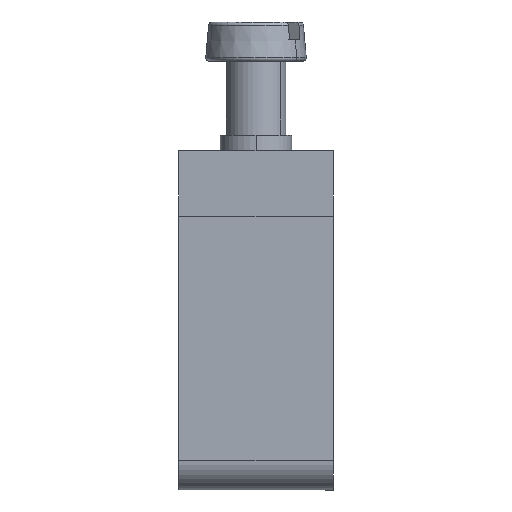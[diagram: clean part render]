
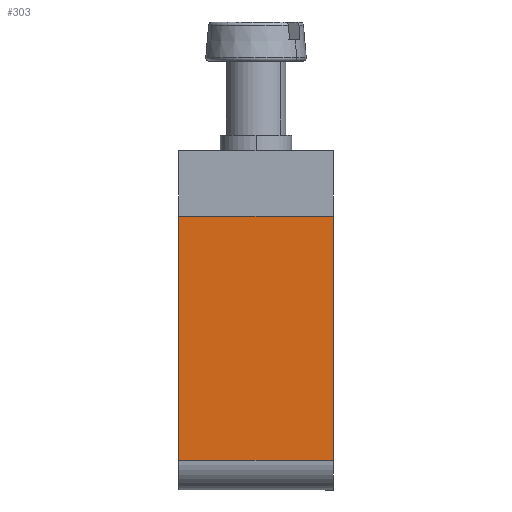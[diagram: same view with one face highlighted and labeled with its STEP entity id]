
A CAD part, left-side view. The second image highlights one B-rep face of the part: STEP entity #303.
In plain terms, the highlighted planar face has unit normal (-1, 0, 0).
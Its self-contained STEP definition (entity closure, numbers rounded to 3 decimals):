
#29 = CARTESIAN_POINT ( 'NONE',  ( -27.89, -0.44, 7.091 ) ) ;
#94 = VERTEX_POINT ( 'NONE', #1317 ) ;
#153 = VECTOR ( 'NONE', #1131, 1000. ) ;
#303 = ADVANCED_FACE ( 'NONE', ( #695 ), #1432, .T. ) ;
#446 = LINE ( 'NONE', #1587, #1926 ) ;
#459 = ORIENTED_EDGE ( 'NONE', *, *, #2556, .T. ) ;
#537 = ORIENTED_EDGE ( 'NONE', *, *, #2459, .T. ) ;
#548 = VERTEX_POINT ( 'NONE', #2298 ) ;
#695 = FACE_OUTER_BOUND ( 'NONE', #1956, .T. ) ;
#905 = LINE ( 'NONE', #2413, #153 ) ;
#960 = DIRECTION ( 'NONE',  ( 0., 0., -1. ) ) ;
#968 = CARTESIAN_POINT ( 'NONE',  ( -27.89, -0.44, 12.591 ) ) ;
#1048 = DIRECTION ( 'NONE',  ( 0., -1., 0. ) ) ;
#1053 = CARTESIAN_POINT ( 'NONE',  ( -27.89, -0.44, -13.409 ) ) ;
#1131 = DIRECTION ( 'NONE',  ( 0., -1., 0. ) ) ;
#1317 = CARTESIAN_POINT ( 'NONE',  ( -27.89, 12.56, -13.409 ) ) ;
#1432 = PLANE ( 'NONE',  #2457 ) ;
#1488 = ORIENTED_EDGE ( 'NONE', *, *, #1763, .F. ) ;
#1526 = CARTESIAN_POINT ( 'NONE',  ( -27.89, -0.44, 12.591 ) ) ;
#1570 = EDGE_CURVE ( 'NONE', #2027, #2226, #2500, .T. ) ;
#1587 = CARTESIAN_POINT ( 'NONE',  ( -27.89, 12.56, -15.909 ) ) ;
#1597 = DIRECTION ( 'NONE',  ( 0., 0., -1. ) ) ;
#1750 = DIRECTION ( 'NONE',  ( -1., 0., 0. ) ) ;
#1763 = EDGE_CURVE ( 'NONE', #548, #2027, #905, .T. ) ;
#1813 = CARTESIAN_POINT ( 'NONE',  ( -27.89, -0.44, -13.409 ) ) ;
#1926 = VECTOR ( 'NONE', #1597, 1000. ) ;
#1956 = EDGE_LOOP ( 'NONE', ( #1488, #537, #459, #2043 ) ) ;
#2027 = VERTEX_POINT ( 'NONE', #29 ) ;
#2043 = ORIENTED_EDGE ( 'NONE', *, *, #1570, .F. ) ;
#2049 = VECTOR ( 'NONE', #960, 1000. ) ;
#2141 = LINE ( 'NONE', #1053, #2657 ) ;
#2226 = VERTEX_POINT ( 'NONE', #1813 ) ;
#2298 = CARTESIAN_POINT ( 'NONE',  ( -27.89, 12.56, 7.091 ) ) ;
#2397 = DIRECTION ( 'NONE',  ( 0., 0., 1. ) ) ;
#2413 = CARTESIAN_POINT ( 'NONE',  ( -27.89, 12.56, 7.091 ) ) ;
#2457 = AXIS2_PLACEMENT_3D ( 'NONE', #1526, #1750, #2397 ) ;
#2459 = EDGE_CURVE ( 'NONE', #548, #94, #446, .T. ) ;
#2500 = LINE ( 'NONE', #968, #2049 ) ;
#2556 = EDGE_CURVE ( 'NONE', #94, #2226, #2141, .T. ) ;
#2657 = VECTOR ( 'NONE', #1048, 1000. ) ;
